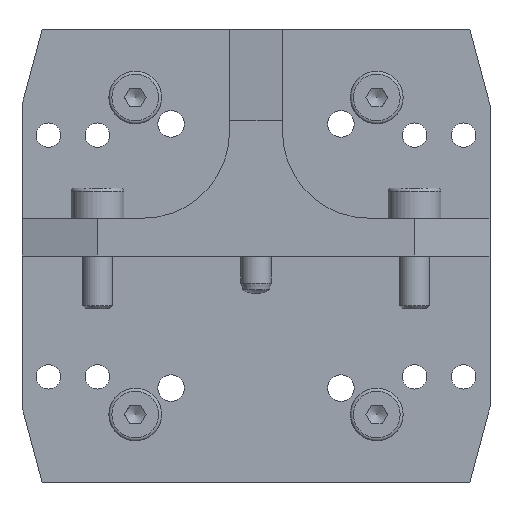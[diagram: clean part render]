
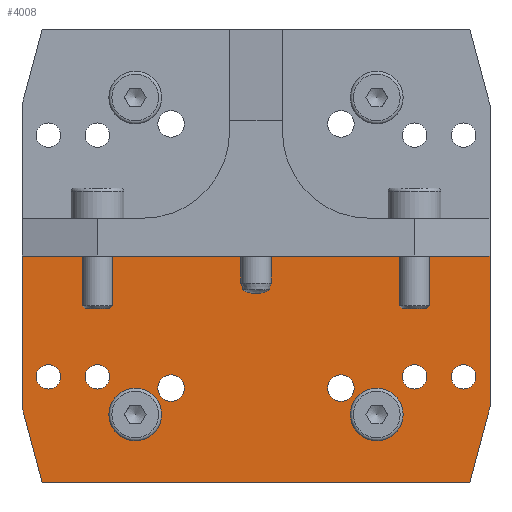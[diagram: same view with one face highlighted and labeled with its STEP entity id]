
A CAD part, front view. The second image highlights one B-rep face of the part: STEP entity #4008.
In plain terms, the highlighted planar face has unit normal (0, -1, 0).
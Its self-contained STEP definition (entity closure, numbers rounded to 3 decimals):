
#279=LINE('',#6771,#510);
#287=LINE('',#6786,#518);
#293=LINE('',#6814,#524);
#298=LINE('',#6829,#529);
#301=LINE('',#6835,#532);
#302=LINE('',#6836,#533);
#510=VECTOR('',#5448,10.);
#518=VECTOR('',#5458,10.);
#524=VECTOR('',#5484,10.);
#529=VECTOR('',#5499,10.);
#532=VECTOR('',#5504,10.);
#533=VECTOR('',#5505,10.);
#665=FACE_BOUND('',#1090,.T.);
#666=FACE_BOUND('',#1091,.T.);
#667=FACE_BOUND('',#1092,.T.);
#668=FACE_BOUND('',#1093,.T.);
#669=FACE_BOUND('',#1094,.T.);
#670=FACE_BOUND('',#1095,.T.);
#671=FACE_BOUND('',#1096,.T.);
#672=FACE_BOUND('',#1097,.T.);
#858=FACE_OUTER_BOUND('',#1089,.T.);
#1089=EDGE_LOOP('',(#3267,#3268,#3269,#3270,#3271,#3272));
#1090=EDGE_LOOP('',(#3273,#3274));
#1091=EDGE_LOOP('',(#3275,#3276));
#1092=EDGE_LOOP('',(#3277,#3278));
#1093=EDGE_LOOP('',(#3279,#3280));
#1094=EDGE_LOOP('',(#3281));
#1095=EDGE_LOOP('',(#3282));
#1096=EDGE_LOOP('',(#3283));
#1097=EDGE_LOOP('',(#3284));
#1188=CIRCLE('',#4104,3.5);
#1189=CIRCLE('',#4105,3.5);
#1245=CIRCLE('',#4206,3.5);
#1246=CIRCLE('',#4207,3.5);
#1353=CIRCLE('',#4397,1.75);
#1354=CIRCLE('',#4398,1.75);
#1362=CIRCLE('',#4409,1.75);
#1363=CIRCLE('',#4410,1.75);
#1389=CIRCLE('',#4455,1.621);
#1390=CIRCLE('',#4456,1.621);
#1391=CIRCLE('',#4457,1.621);
#1392=CIRCLE('',#4458,1.621);
#1468=VERTEX_POINT('',#5804);
#1469=VERTEX_POINT('',#5805);
#1561=VERTEX_POINT('',#6110);
#1562=VERTEX_POINT('',#6111);
#1737=VERTEX_POINT('',#6676);
#1738=VERTEX_POINT('',#6677);
#1746=VERTEX_POINT('',#6700);
#1747=VERTEX_POINT('',#6701);
#1769=VERTEX_POINT('',#6768);
#1770=VERTEX_POINT('',#6770);
#1776=VERTEX_POINT('',#6784);
#1788=VERTEX_POINT('',#6812);
#1793=VERTEX_POINT('',#6828);
#1795=VERTEX_POINT('',#6834);
#1796=VERTEX_POINT('',#6837);
#1797=VERTEX_POINT('',#6839);
#1798=VERTEX_POINT('',#6841);
#1799=VERTEX_POINT('',#6843);
#1882=EDGE_CURVE('',#1468,#1469,#1188,.T.);
#1883=EDGE_CURVE('',#1469,#1468,#1189,.T.);
#2008=EDGE_CURVE('',#1561,#1562,#1245,.T.);
#2009=EDGE_CURVE('',#1562,#1561,#1246,.T.);
#2245=EDGE_CURVE('',#1737,#1738,#1353,.T.);
#2246=EDGE_CURVE('',#1738,#1737,#1354,.T.);
#2257=EDGE_CURVE('',#1746,#1747,#1362,.T.);
#2258=EDGE_CURVE('',#1747,#1746,#1363,.T.);
#2291=EDGE_CURVE('',#1770,#1769,#279,.T.);
#2299=EDGE_CURVE('',#1769,#1776,#287,.T.);
#2313=EDGE_CURVE('',#1776,#1788,#293,.T.);
#2320=EDGE_CURVE('',#1793,#1788,#298,.T.);
#2323=EDGE_CURVE('',#1793,#1795,#301,.T.);
#2324=EDGE_CURVE('',#1770,#1795,#302,.T.);
#2325=EDGE_CURVE('',#1796,#1796,#1389,.T.);
#2326=EDGE_CURVE('',#1797,#1797,#1390,.T.);
#2327=EDGE_CURVE('',#1798,#1798,#1391,.T.);
#2328=EDGE_CURVE('',#1799,#1799,#1392,.T.);
#3267=ORIENTED_EDGE('',*,*,#2320,.F.);
#3268=ORIENTED_EDGE('',*,*,#2323,.T.);
#3269=ORIENTED_EDGE('',*,*,#2324,.F.);
#3270=ORIENTED_EDGE('',*,*,#2291,.T.);
#3271=ORIENTED_EDGE('',*,*,#2299,.T.);
#3272=ORIENTED_EDGE('',*,*,#2313,.T.);
#3273=ORIENTED_EDGE('',*,*,#1882,.T.);
#3274=ORIENTED_EDGE('',*,*,#1883,.T.);
#3275=ORIENTED_EDGE('',*,*,#2008,.T.);
#3276=ORIENTED_EDGE('',*,*,#2009,.T.);
#3277=ORIENTED_EDGE('',*,*,#2245,.T.);
#3278=ORIENTED_EDGE('',*,*,#2246,.T.);
#3279=ORIENTED_EDGE('',*,*,#2257,.T.);
#3280=ORIENTED_EDGE('',*,*,#2258,.T.);
#3281=ORIENTED_EDGE('',*,*,#2325,.T.);
#3282=ORIENTED_EDGE('',*,*,#2326,.T.);
#3283=ORIENTED_EDGE('',*,*,#2327,.T.);
#3284=ORIENTED_EDGE('',*,*,#2328,.T.);
#3633=PLANE('',#4454);
#4008=ADVANCED_FACE('',(#858,#665,#666,#667,#668,#669,#670,#671,#672),#3633,
 .T.);
#4104=AXIS2_PLACEMENT_3D('',#5806,#4618,#4619);
#4105=AXIS2_PLACEMENT_3D('',#5807,#4620,#4621);
#4206=AXIS2_PLACEMENT_3D('',#6112,#4870,#4871);
#4207=AXIS2_PLACEMENT_3D('',#6113,#4872,#4873);
#4397=AXIS2_PLACEMENT_3D('',#6678,#5346,#5347);
#4398=AXIS2_PLACEMENT_3D('',#6679,#5348,#5349);
#4409=AXIS2_PLACEMENT_3D('',#6702,#5373,#5374);
#4410=AXIS2_PLACEMENT_3D('',#6703,#5375,#5376);
#4454=AXIS2_PLACEMENT_3D('',#6833,#5502,#5503);
#4455=AXIS2_PLACEMENT_3D('',#6838,#5506,#5507);
#4456=AXIS2_PLACEMENT_3D('',#6840,#5508,#5509);
#4457=AXIS2_PLACEMENT_3D('',#6842,#5510,#5511);
#4458=AXIS2_PLACEMENT_3D('',#6844,#5512,#5513);
#4618=DIRECTION('center_axis',(0.,1.,0.));
#4619=DIRECTION('ref_axis',(0.,0.,
1.));
#4620=DIRECTION('center_axis',(0.,1.,0.));
#4621=DIRECTION('ref_axis',(0.,0.,
1.));
#4870=DIRECTION('center_axis',(0.,1.,0.));
#4871=DIRECTION('ref_axis',(0.,0.,1.));
#4872=DIRECTION('center_axis',(0.,1.,0.));
#4873=DIRECTION('ref_axis',(0.,0.,1.));
#5346=DIRECTION('center_axis',(0.,1.,0.));
#5347=DIRECTION('ref_axis',(1.,0.,0.));
#5348=DIRECTION('center_axis',(0.,1.,0.));
#5349=DIRECTION('ref_axis',(1.,0.,0.));
#5373=DIRECTION('center_axis',(0.,1.,0.));
#5374=DIRECTION('ref_axis',(1.,0.,0.));
#5375=DIRECTION('center_axis',(0.,1.,0.));
#5376=DIRECTION('ref_axis',(1.,0.,0.));
#5448=DIRECTION('',(0.,0.,1.));
#5458=DIRECTION('',(-1.,0.,0.));
#5484=DIRECTION('',(0.,0.,-1.));
#5499=DIRECTION('',(-0.259,0.,0.966));
#5502=DIRECTION('center_axis',(0.,-1.,0.));
#5503=DIRECTION('ref_axis',(1.,0.,0.));
#5504=DIRECTION('',(1.,0.,0.));
#5505=DIRECTION('',(-0.259,0.,-0.966));
#5506=DIRECTION('center_axis',(0.,1.,0.));
#5507=DIRECTION('ref_axis',(-1.,0.,0.));
#5508=DIRECTION('center_axis',(0.,1.,0.));
#5509=DIRECTION('ref_axis',(-1.,0.,0.));
#5510=DIRECTION('center_axis',(0.,1.,0.));
#5511=DIRECTION('ref_axis',(-1.,0.,0.));
#5512=DIRECTION('center_axis',(0.,1.,0.));
#5513=DIRECTION('ref_axis',(-1.,0.,0.));
#5804=CARTESIAN_POINT('',(-16.,-5.,12.5));
#5805=CARTESIAN_POINT('',(-16.,-5.,5.5));
#5806=CARTESIAN_POINT('Origin',(-16.,-5.,9.));
#5807=CARTESIAN_POINT('Origin',(-16.,-5.,9.));
#6110=CARTESIAN_POINT('',(16.,-5.,12.5));
#6111=CARTESIAN_POINT('',(16.,-5.,5.5));
#6112=CARTESIAN_POINT('Origin',(16.,-5.,9.));
#6113=CARTESIAN_POINT('Origin',(16.,-5.,9.));
#6676=CARTESIAN_POINT('',(13.,-5.,12.5));
#6677=CARTESIAN_POINT('',(9.5,-5.,12.5));
#6678=CARTESIAN_POINT('Origin',(11.25,-5.,12.5));
#6679=CARTESIAN_POINT('Origin',(11.25,-5.,12.5));
#6700=CARTESIAN_POINT('',(-9.5,-5.,12.5));
#6701=CARTESIAN_POINT('',(-13.,-5.,12.5));
#6702=CARTESIAN_POINT('Origin',(-11.25,-5.,12.5));
#6703=CARTESIAN_POINT('Origin',(-11.25,-5.,12.5));
#6768=CARTESIAN_POINT('',(31.,-5.,30.));
#6770=CARTESIAN_POINT('',(31.,-5.,10.));
#6771=CARTESIAN_POINT('',(31.,-5.,0.));
#6784=CARTESIAN_POINT('',(-31.,-5.,30.));
#6786=CARTESIAN_POINT('',(-15.5,-5.,30.));
#6812=CARTESIAN_POINT('',(-31.,-5.,10.));
#6814=CARTESIAN_POINT('',(-31.,-5.,60.));
#6828=CARTESIAN_POINT('',(-28.321,-5.,0.));
#6829=CARTESIAN_POINT('',(-31.792,-5.,12.955));
#6833=CARTESIAN_POINT('Origin',(0.,-5.,30.));
#6834=CARTESIAN_POINT('',(28.321,-5.,0.));
#6835=CARTESIAN_POINT('',(-31.,-5.,0.));
#6836=CARTESIAN_POINT('',(31.792,-5.,12.955));
#6837=CARTESIAN_POINT('',(-19.379,-5.,14.));
#6838=CARTESIAN_POINT('Origin',(-21.,-5.,14.));
#6839=CARTESIAN_POINT('',(22.621,-5.,14.));
#6840=CARTESIAN_POINT('Origin',(21.,-5.,14.));
#6841=CARTESIAN_POINT('',(-25.879,-5.,14.));
#6842=CARTESIAN_POINT('Origin',(-27.5,-5.,14.));
#6843=CARTESIAN_POINT('',(29.121,-5.,14.));
#6844=CARTESIAN_POINT('Origin',(27.5,-5.,14.));
